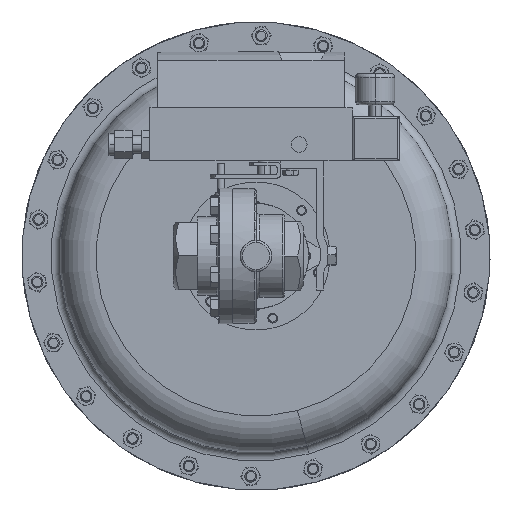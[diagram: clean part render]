
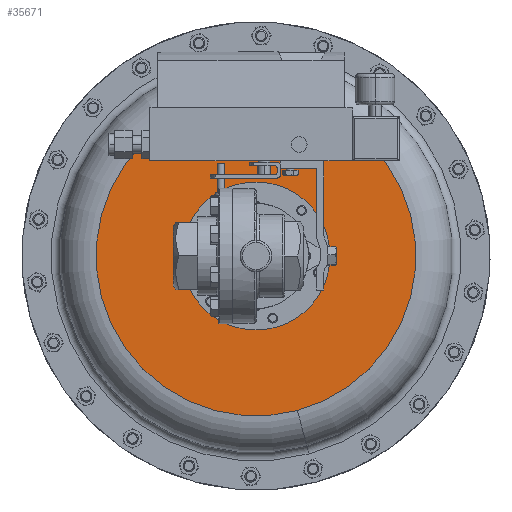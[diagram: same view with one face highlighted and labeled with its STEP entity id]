
A CAD part, front view. The second image highlights one B-rep face of the part: STEP entity #35671.
In plain terms, the highlighted planar face has unit normal (0, -1, 0).
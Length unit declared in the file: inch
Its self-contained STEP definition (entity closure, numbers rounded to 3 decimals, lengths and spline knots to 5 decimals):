
#2196 = PLANE ( 'NONE',  #32417 ) ;
#4199 = VERTEX_POINT ( 'NONE', #24237 ) ;
#5085 = CIRCLE ( 'NONE', #32135, 5.125 ) ;
#5683 = CARTESIAN_POINT ( 'NONE',  ( 7.2335, 9.57865, 5.20016 ) ) ;
#6082 = AXIS2_PLACEMENT_3D ( 'NONE', #17002, #43654, #20843 ) ;
#7145 = AXIS2_PLACEMENT_3D ( 'NONE', #14835, #41479, #18663 ) ;
#7956 = ORIENTED_EDGE ( 'NONE', *, *, #36750, .F. ) ;
#9351 = DIRECTION ( 'NONE',  ( 0., 1., 0. ) ) ;
#9882 = DIRECTION ( 'NONE',  ( 0., -1., 0. ) ) ;
#10343 = ORIENTED_EDGE ( 'NONE', *, *, #34745, .T. ) ;
#12262 = EDGE_LOOP ( 'NONE', ( #7956, #12772 ) ) ;
#12772 = ORIENTED_EDGE ( 'NONE', *, *, #41013, .F. ) ;
#14835 = CARTESIAN_POINT ( 'NONE',  ( 2.28313, 9.57865, 3.87371 ) ) ;
#14988 = CARTESIAN_POINT ( 'NONE',  ( 2.28313, 9.57865, 3.87371 ) ) ;
#15465 = EDGE_CURVE ( 'NONE', #21402, #38669, #43820, .T. ) ;
#17002 = CARTESIAN_POINT ( 'NONE',  ( 2.28313, 9.57865, 3.87371 ) ) ;
#18663 = DIRECTION ( 'NONE',  ( 0.707, 0., -0.707 ) ) ;
#18829 = DIRECTION ( 'NONE',  ( -0.259, 0., 0.966 ) ) ;
#20843 = DIRECTION ( 'NONE',  ( 0.707, 0., -0.707 ) ) ;
#21402 = VERTEX_POINT ( 'NONE', #38377 ) ;
#24237 = CARTESIAN_POINT ( 'NONE',  ( 3.60958, 9.57865, -1.07666 ) ) ;
#27024 = CIRCLE ( 'NONE', #35103, 5.125 ) ;
#31809 = CIRCLE ( 'NONE', #6082, 2.375 ) ;
#32135 = AXIS2_PLACEMENT_3D ( 'NONE', #32273, #9351, #36085 ) ;
#32273 = CARTESIAN_POINT ( 'NONE',  ( 2.28313, 9.57865, 3.87371 ) ) ;
#32417 = AXIS2_PLACEMENT_3D ( 'NONE', #5683, #9882, #36623 ) ;
#32527 = ORIENTED_EDGE ( 'NONE', *, *, #15465, .T. ) ;
#33863 = VERTEX_POINT ( 'NONE', #49056 ) ;
#34745 = EDGE_CURVE ( 'NONE', #38669, #21402, #31809, .T. ) ;
#35094 = FACE_BOUND ( 'NONE', #42744, .T. ) ;
#35103 = AXIS2_PLACEMENT_3D ( 'NONE', #14988, #41636, #18829 ) ;
#35671 = ADVANCED_FACE ( 'NONE', ( #43998, #35094 ), #2196, .T. ) ;
#36085 = DIRECTION ( 'NONE',  ( -0.259, 0., 0.966 ) ) ;
#36623 = DIRECTION ( 'NONE',  ( 0.259, 0., -0.966 ) ) ;
#36750 = EDGE_CURVE ( 'NONE', #33863, #4199, #5085, .T. ) ;
#38377 = CARTESIAN_POINT ( 'NONE',  ( 0.60375, 9.57865, 5.55309 ) ) ;
#38669 = VERTEX_POINT ( 'NONE', #47107 ) ;
#41013 = EDGE_CURVE ( 'NONE', #4199, #33863, #27024, .T. ) ;
#41479 = DIRECTION ( 'NONE',  ( 0., 1., 0. ) ) ;
#41636 = DIRECTION ( 'NONE',  ( 0., 1., 0. ) ) ;
#42744 = EDGE_LOOP ( 'NONE', ( #32527, #10343 ) ) ;
#43654 = DIRECTION ( 'NONE',  ( 0., 1., 0. ) ) ;
#43820 = CIRCLE ( 'NONE', #7145, 2.375 ) ;
#43998 = FACE_OUTER_BOUND ( 'NONE', #12262, .T. ) ;
#47107 = CARTESIAN_POINT ( 'NONE',  ( 3.96251, 9.57865, 2.19433 ) ) ;
#49056 = CARTESIAN_POINT ( 'NONE',  ( 0.95668, 9.57865, 8.82408 ) ) ;
